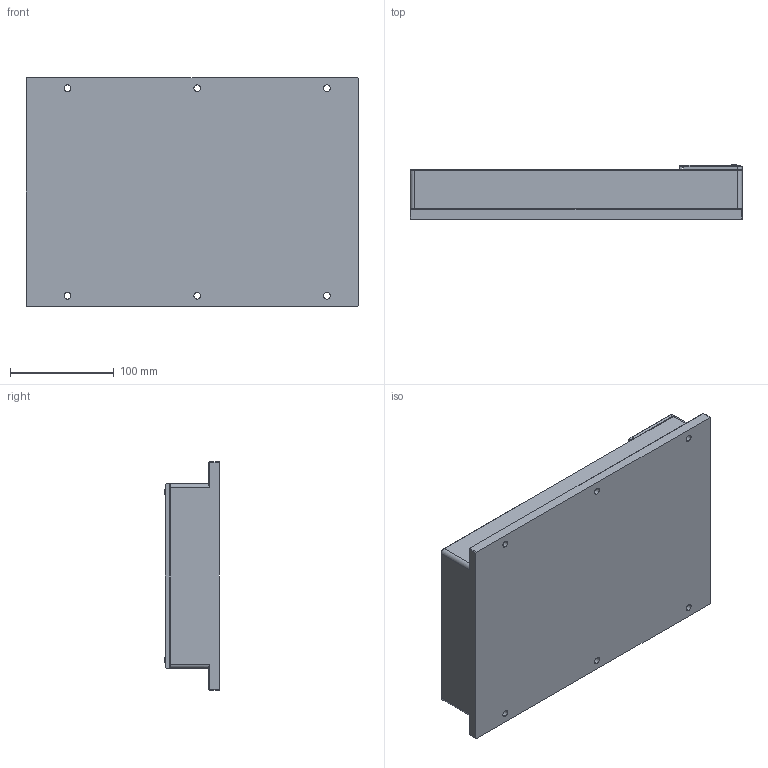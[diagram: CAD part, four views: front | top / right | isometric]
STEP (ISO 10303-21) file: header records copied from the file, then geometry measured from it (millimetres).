
FILE_DESCRIPTION (( 'STEP AP214' ), '1' );
FILE_NAME ('AGH675S-7.SLDPRT.STEP', '2018-12-18T07:43:36', ( '' ), ( '' ), 'SwSTEP 2.0', 'SolidWorks 2018', '' );
FILE_SCHEMA (( 'AUTOMOTIVE_DESIGN' ));
Length unit declared in the file: millimetre
Products named in the file (11): Z152440.01_AGH675_Zwischensteg_A300506; countersunk raised head cross recess screw_din; Z152440.01_AGH675_Gehäuseunterteil_A300512; Z152440.01_AGH675_Gehäuseunterteil+Zwischensteg; Z152462.01_AGH675_Deckel_A300513; countersunk raised head cross recess screw_din_DIN EN ISO 7047 - M4 x 12 - Z - 12N; AGH675S-7.SLDPRT
Assembly tree (6 placements, depth 3):
  countersunk raised head cross recess screw_din
  Z152440.01_AGH675_Gehäuseunterteil_A300512
  countersunk raised head cross recess screw_din
  Z152440.01_AGH675_Zwischensteg_A300506
  Z152462.01_AGH675_Deckel_A300513
Bounding box: 320 x 52.64 x 220 mm (x, y, z)
Volume: 953001.5 mm3; surface area: 269097.8 mm2
Topology: 5 solids, 5 shells, 221 faces, 567 edges, 356 vertices
Faces by surface type: plane 153, cylinder 34, cone 26, torus 4, sphere 4
Entity records: 5964 total; most frequent: CARTESIAN_POINT 1025, DIRECTION 975, ORIENTED_EDGE 966, EDGE_CURVE 483, VECTOR 365, LINE 365, VERTEX_POINT 307, AXIS2_PLACEMENT_3D 305
